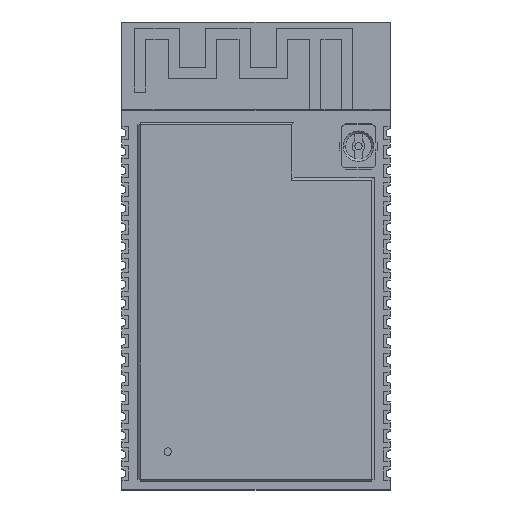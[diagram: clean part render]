
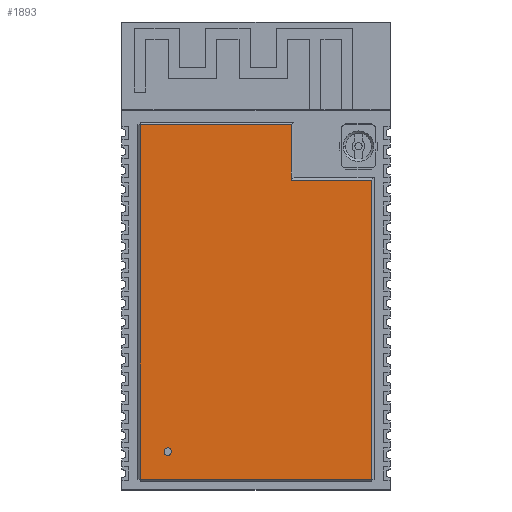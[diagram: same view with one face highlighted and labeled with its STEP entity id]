
A CAD part, top view. The second image highlights one B-rep face of the part: STEP entity #1893.
In plain terms, the highlighted planar face has unit normal (0, 0, 1).
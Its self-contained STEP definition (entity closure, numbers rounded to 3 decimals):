
#553 = EDGE_CURVE ( 'NONE', #5928, #9956, #14228, .T. ) ;
#813 = CARTESIAN_POINT ( 'NONE',  ( 0., 0., 2.9 ) ) ;
#1067 = CARTESIAN_POINT ( 'NONE',  ( -7.92, 8.81, 2.9 ) ) ;
#1539 = VERTEX_POINT ( 'NONE', #22182 ) ;
#1893 = ADVANCED_FACE ( 'NONE', ( #25772, #26559 ), #3109, .T. ) ;
#2048 = EDGE_LOOP ( 'NONE', ( #8817, #14505, #25955, #26871, #11979, #16759 ) ) ;
#2098 = AXIS2_PLACEMENT_3D ( 'NONE', #813, #31286, #3008 ) ;
#2212 = VERTEX_POINT ( 'NONE', #9583 ) ;
#2280 = CARTESIAN_POINT ( 'NONE',  ( -5.92, -13.13, 2.9 ) ) ;
#2911 = LINE ( 'NONE', #7294, #14902 ) ;
#3008 = DIRECTION ( 'NONE',  ( 1., 0., 0. ) ) ;
#3044 = EDGE_CURVE ( 'NONE', #10464, #5928, #14232, .T. ) ;
#3109 = PLANE ( 'NONE',  #2098 ) ;
#3600 = CARTESIAN_POINT ( 'NONE',  ( 7.77, -14.98, 2.9 ) ) ;
#4221 = VECTOR ( 'NONE', #4629, 1000. ) ;
#4629 = DIRECTION ( 'NONE',  ( 0., 1., 0. ) ) ;
#4868 = DIRECTION ( 'NONE',  ( 0., 0., 1. ) ) ;
#5668 = AXIS2_PLACEMENT_3D ( 'NONE', #2280, #4868, #18143 ) ;
#5928 = VERTEX_POINT ( 'NONE', #25414 ) ;
#6126 = EDGE_CURVE ( 'NONE', #2212, #28298, #21028, .T. ) ;
#6312 = AXIS2_PLACEMENT_3D ( 'NONE', #12811, #25866, #30942 ) ;
#6613 = ORIENTED_EDGE ( 'NONE', *, *, #6126, .F. ) ;
#6864 = EDGE_CURVE ( 'NONE', #9956, #27273, #2911, .T. ) ;
#7001 = DIRECTION ( 'NONE',  ( 0., 1., 0. ) ) ;
#7294 = CARTESIAN_POINT ( 'NONE',  ( -7.77, -15.13, 2.9 ) ) ;
#7330 = LINE ( 'NONE', #30609, #20547 ) ;
#7723 = DIRECTION ( 'NONE',  ( -1., 0., 0. ) ) ;
#8817 = ORIENTED_EDGE ( 'NONE', *, *, #26407, .T. ) ;
#9583 = CARTESIAN_POINT ( 'NONE',  ( -5.67, -13.13, 2.9 ) ) ;
#9956 = VERTEX_POINT ( 'NONE', #12502 ) ;
#10464 = VERTEX_POINT ( 'NONE', #14441 ) ;
#10566 = DIRECTION ( 'NONE',  ( 0., -1., 0. ) ) ;
#11201 = DIRECTION ( 'NONE',  ( -1., 0., 0. ) ) ;
#11298 = EDGE_LOOP ( 'NONE', ( #6613, #15406 ) ) ;
#11979 = ORIENTED_EDGE ( 'NONE', *, *, #6864, .T. ) ;
#12502 = CARTESIAN_POINT ( 'NONE',  ( -7.77, 8.81, 2.9 ) ) ;
#12811 = CARTESIAN_POINT ( 'NONE',  ( -5.92, -13.13, 2.9 ) ) ;
#13452 = EDGE_CURVE ( 'NONE', #28298, #2212, #31071, .T. ) ;
#14228 = LINE ( 'NONE', #1067, #23098 ) ;
#14232 = LINE ( 'NONE', #32721, #31188 ) ;
#14441 = CARTESIAN_POINT ( 'NONE',  ( 2.38, 5.09, 2.9 ) ) ;
#14505 = ORIENTED_EDGE ( 'NONE', *, *, #27076, .T. ) ;
#14578 = VERTEX_POINT ( 'NONE', #3600 ) ;
#14902 = VECTOR ( 'NONE', #10566, 1000. ) ;
#15406 = ORIENTED_EDGE ( 'NONE', *, *, #13452, .F. ) ;
#15549 = CARTESIAN_POINT ( 'NONE',  ( -6.17, -13.13, 2.9 ) ) ;
#16759 = ORIENTED_EDGE ( 'NONE', *, *, #26075, .T. ) ;
#18143 = DIRECTION ( 'NONE',  ( 1., 0., 0. ) ) ;
#20547 = VECTOR ( 'NONE', #7723, 1000. ) ;
#21028 = CIRCLE ( 'NONE', #5668, 0.25 ) ;
#21508 = LINE ( 'NONE', #25835, #31952 ) ;
#22182 = CARTESIAN_POINT ( 'NONE',  ( 7.77, 5.09, 2.9 ) ) ;
#23098 = VECTOR ( 'NONE', #11201, 1000. ) ;
#23589 = DIRECTION ( 'NONE',  ( 1., 0., 0. ) ) ;
#25414 = CARTESIAN_POINT ( 'NONE',  ( 2.38, 8.81, 2.9 ) ) ;
#25523 = LINE ( 'NONE', #30325, #4221 ) ;
#25772 = FACE_OUTER_BOUND ( 'NONE', #2048, .T. ) ;
#25835 = CARTESIAN_POINT ( 'NONE',  ( 7.92, -14.98, 2.9 ) ) ;
#25866 = DIRECTION ( 'NONE',  ( 0., 0., 1. ) ) ;
#25955 = ORIENTED_EDGE ( 'NONE', *, *, #3044, .T. ) ;
#25990 = CARTESIAN_POINT ( 'NONE',  ( -7.77, -14.98, 2.9 ) ) ;
#26075 = EDGE_CURVE ( 'NONE', #27273, #14578, #21508, .T. ) ;
#26407 = EDGE_CURVE ( 'NONE', #14578, #1539, #25523, .T. ) ;
#26559 = FACE_BOUND ( 'NONE', #11298, .T. ) ;
#26871 = ORIENTED_EDGE ( 'NONE', *, *, #553, .T. ) ;
#27076 = EDGE_CURVE ( 'NONE', #1539, #10464, #7330, .T. ) ;
#27273 = VERTEX_POINT ( 'NONE', #25990 ) ;
#28298 = VERTEX_POINT ( 'NONE', #15549 ) ;
#30325 = CARTESIAN_POINT ( 'NONE',  ( 7.77, 8.96, 2.9 ) ) ;
#30609 = CARTESIAN_POINT ( 'NONE',  ( 2.53, 5.09, 2.9 ) ) ;
#30942 = DIRECTION ( 'NONE',  ( 1., 0., 0. ) ) ;
#31071 = CIRCLE ( 'NONE', #6312, 0.25 ) ;
#31188 = VECTOR ( 'NONE', #7001, 1000. ) ;
#31286 = DIRECTION ( 'NONE',  ( 0., 0., 1. ) ) ;
#31952 = VECTOR ( 'NONE', #23589, 1000. ) ;
#32721 = CARTESIAN_POINT ( 'NONE',  ( 2.38, 8.81, 2.9 ) ) ;
